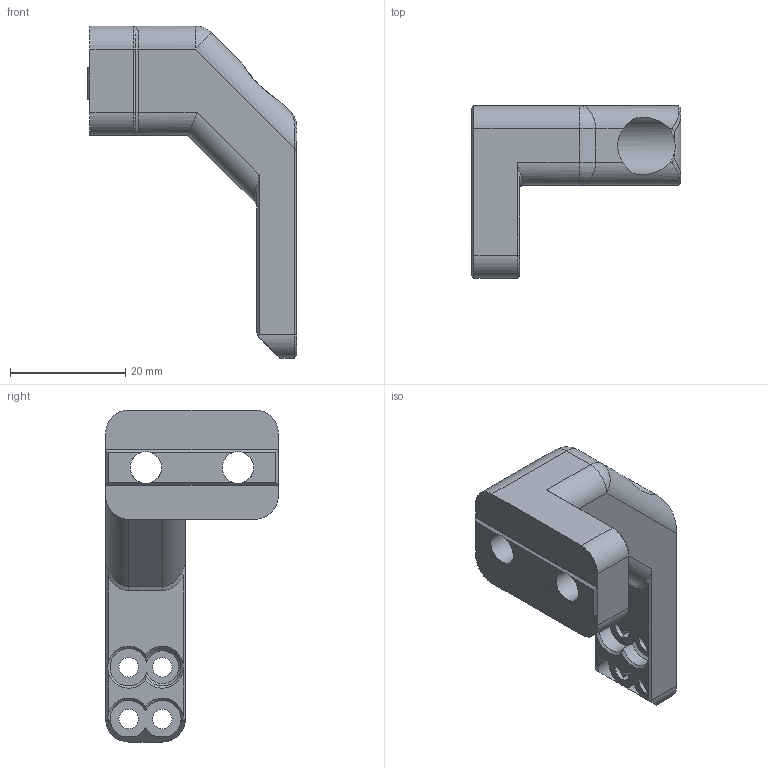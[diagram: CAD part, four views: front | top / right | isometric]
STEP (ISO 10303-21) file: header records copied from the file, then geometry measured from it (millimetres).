
FILE_DESCRIPTION(/* description */ (''),/* implementation_level */ '2;1');
FILE_NAME(/* name */ 'Dock Arm.step',/* time_stamp */ '2025-06-11T22:28:57+10:00',/* author */ (''),/* organization */ (''),/* preprocessor_version */ 'ST-DEVELOPER v20.1',/* originating_system */ 'Autodesk Translation Framework v14.4.0.0',/* authorisation */ '');
FILE_SCHEMA (('AUTOMOTIVE_DESIGN { 1 0 10303 214 3 1 1 }'));
Length unit declared in the file: millimetre
Products named in the file (1): Dock
Bounding box: 36.5 x 30 x 57.73 mm (x, y, z)
Volume: 12397.3 mm3; surface area: 5551.2 mm2
Topology: 1 solids, 1 shells, 94 faces, 250 edges, 156 vertices
Faces by surface type: plane 41, cylinder 27, cone 12, bspline 12, sphere 2
Full cylindrical faces by diameter (mm): 3.4 x4, 5.5 x2, 10 x1
Entity records: 3395 total; most frequent: CARTESIAN_POINT 1074, ORIENTED_EDGE 500, DIRECTION 447, EDGE_CURVE 250, AXIS2_PLACEMENT_3D 161, VERTEX_POINT 156, LINE 125, VECTOR 125
